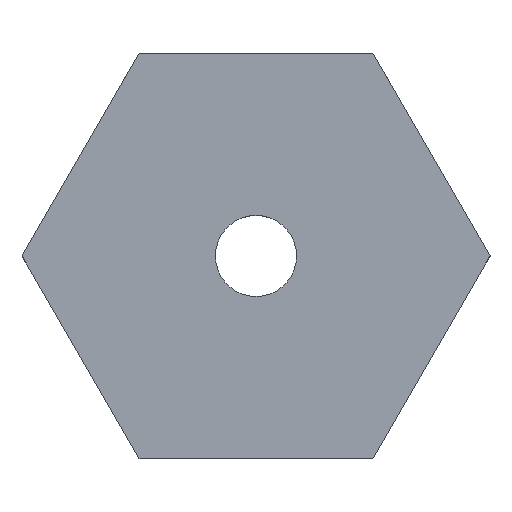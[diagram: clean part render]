
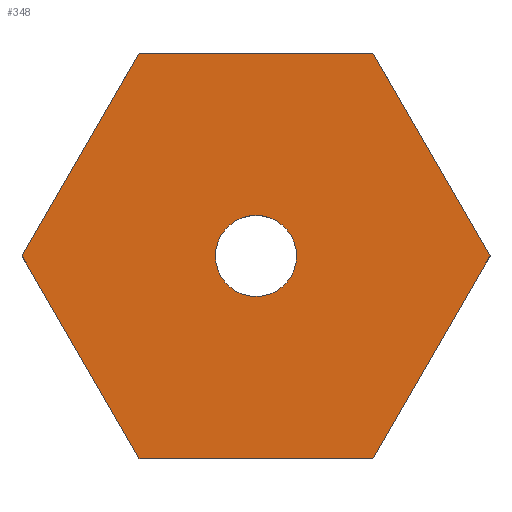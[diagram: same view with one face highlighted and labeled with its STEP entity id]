
A CAD part, top view. The second image highlights one B-rep face of the part: STEP entity #348.
In plain terms, the highlighted planar face has unit normal (0, 0, 1).
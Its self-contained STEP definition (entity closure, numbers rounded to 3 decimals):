
#30 = AXIS2_PLACEMENT_3D ( 'NONE', #805, #578, #283 ) ;
#45 = VECTOR ( 'NONE', #1079, 1000. ) ;
#73 = DIRECTION ( 'NONE',  ( -0.5, 0.866, 0. ) ) ;
#90 = VERTEX_POINT ( 'NONE', #199 ) ;
#94 = CARTESIAN_POINT ( 'NONE',  ( -15., 0., 10. ) ) ;
#129 = EDGE_CURVE ( 'NONE', #1054, #1141, #208, .T. ) ;
#174 = CARTESIAN_POINT ( 'NONE',  ( 0., 0., 10. ) ) ;
#185 = DIRECTION ( 'NONE',  ( 0.5, 0.866, 0. ) ) ;
#196 = ORIENTED_EDGE ( 'NONE', *, *, #309, .F. ) ;
#199 = CARTESIAN_POINT ( 'NONE',  ( 43.301, -75., 10. ) ) ;
#208 = LINE ( 'NONE', #404, #611 ) ;
#211 = LINE ( 'NONE', #935, #1188 ) ;
#248 = ORIENTED_EDGE ( 'NONE', *, *, #621, .T. ) ;
#283 = DIRECTION ( 'NONE',  ( 1., 0., 0. ) ) ;
#293 = CARTESIAN_POINT ( 'NONE',  ( 86.603, 0., 10. ) ) ;
#295 = LINE ( 'NONE', #1115, #579 ) ;
#302 = VERTEX_POINT ( 'NONE', #955 ) ;
#308 = ORIENTED_EDGE ( 'NONE', *, *, #1331, .T. ) ;
#309 = EDGE_CURVE ( 'NONE', #482, #302, #1132, .T. ) ;
#318 = DIRECTION ( 'NONE',  ( 1., 0., 0. ) ) ;
#336 = EDGE_CURVE ( 'NONE', #90, #889, #465, .T. ) ;
#348 = ADVANCED_FACE ( 'NONE', ( #381, #893 ), #798, .T. ) ;
#352 = CARTESIAN_POINT ( 'NONE',  ( 86.603, 0., 10. ) ) ;
#379 = DIRECTION ( 'NONE',  ( 0., 0., 1. ) ) ;
#381 = FACE_BOUND ( 'NONE', #1229, .T. ) ;
#386 = VERTEX_POINT ( 'NONE', #473 ) ;
#404 = CARTESIAN_POINT ( 'NONE',  ( -86.603, 0., 10. ) ) ;
#424 = CARTESIAN_POINT ( 'NONE',  ( -43.301, -75., 10. ) ) ;
#465 = LINE ( 'NONE', #900, #632 ) ;
#473 = CARTESIAN_POINT ( 'NONE',  ( 43.301, 75., 10. ) ) ;
#482 = VERTEX_POINT ( 'NONE', #94 ) ;
#517 = CIRCLE ( 'NONE', #756, 15. ) ;
#527 = VECTOR ( 'NONE', #73, 1000. ) ;
#555 = LINE ( 'NONE', #1284, #45 ) ;
#578 = DIRECTION ( 'NONE',  ( 0., 0., 1. ) ) ;
#579 = VECTOR ( 'NONE', #810, 1000. ) ;
#594 = ORIENTED_EDGE ( 'NONE', *, *, #934, .T. ) ;
#611 = VECTOR ( 'NONE', #818, 1000. ) ;
#621 = EDGE_CURVE ( 'NONE', #889, #386, #699, .T. ) ;
#632 = VECTOR ( 'NONE', #185, 1000. ) ;
#679 = DIRECTION ( 'NONE',  ( 1., 0., 0. ) ) ;
#690 = DIRECTION ( 'NONE',  ( 1., 0., 0. ) ) ;
#699 = LINE ( 'NONE', #293, #527 ) ;
#702 = ORIENTED_EDGE ( 'NONE', *, *, #1070, .F. ) ;
#708 = VERTEX_POINT ( 'NONE', #784 ) ;
#756 = AXIS2_PLACEMENT_3D ( 'NONE', #174, #379, #679 ) ;
#784 = CARTESIAN_POINT ( 'NONE',  ( -43.301, 75., 10. ) ) ;
#798 = PLANE ( 'NONE',  #1045 ) ;
#805 = CARTESIAN_POINT ( 'NONE',  ( 0., 0., 10. ) ) ;
#810 = DIRECTION ( 'NONE',  ( -0.5, -0.866, 0. ) ) ;
#811 = ORIENTED_EDGE ( 'NONE', *, *, #973, .T. ) ;
#818 = DIRECTION ( 'NONE',  ( 0.5, -0.866, 0. ) ) ;
#889 = VERTEX_POINT ( 'NONE', #352 ) ;
#893 = FACE_OUTER_BOUND ( 'NONE', #996, .T. ) ;
#900 = CARTESIAN_POINT ( 'NONE',  ( 43.301, -75., 10. ) ) ;
#910 = CARTESIAN_POINT ( 'NONE',  ( -86.603, 0., 10. ) ) ;
#934 = EDGE_CURVE ( 'NONE', #386, #708, #555, .T. ) ;
#935 = CARTESIAN_POINT ( 'NONE',  ( -43.301, -75., 10. ) ) ;
#955 = CARTESIAN_POINT ( 'NONE',  ( 15., 0., 10. ) ) ;
#973 = EDGE_CURVE ( 'NONE', #708, #1054, #295, .T. ) ;
#996 = EDGE_LOOP ( 'NONE', ( #308, #1182, #248, #594, #811, #1231 ) ) ;
#1045 = AXIS2_PLACEMENT_3D ( 'NONE', #1201, #1224, #690 ) ;
#1054 = VERTEX_POINT ( 'NONE', #910 ) ;
#1070 = EDGE_CURVE ( 'NONE', #302, #482, #517, .T. ) ;
#1079 = DIRECTION ( 'NONE',  ( -1., 0., 0. ) ) ;
#1115 = CARTESIAN_POINT ( 'NONE',  ( -43.301, 75., 10. ) ) ;
#1132 = CIRCLE ( 'NONE', #30, 15. ) ;
#1141 = VERTEX_POINT ( 'NONE', #424 ) ;
#1182 = ORIENTED_EDGE ( 'NONE', *, *, #336, .T. ) ;
#1188 = VECTOR ( 'NONE', #318, 1000. ) ;
#1201 = CARTESIAN_POINT ( 'NONE',  ( 0., 0., 10. ) ) ;
#1224 = DIRECTION ( 'NONE',  ( 0., 0., 1. ) ) ;
#1229 = EDGE_LOOP ( 'NONE', ( #702, #196 ) ) ;
#1231 = ORIENTED_EDGE ( 'NONE', *, *, #129, .T. ) ;
#1284 = CARTESIAN_POINT ( 'NONE',  ( 43.301, 75., 10. ) ) ;
#1331 = EDGE_CURVE ( 'NONE', #1141, #90, #211, .T. ) ;
